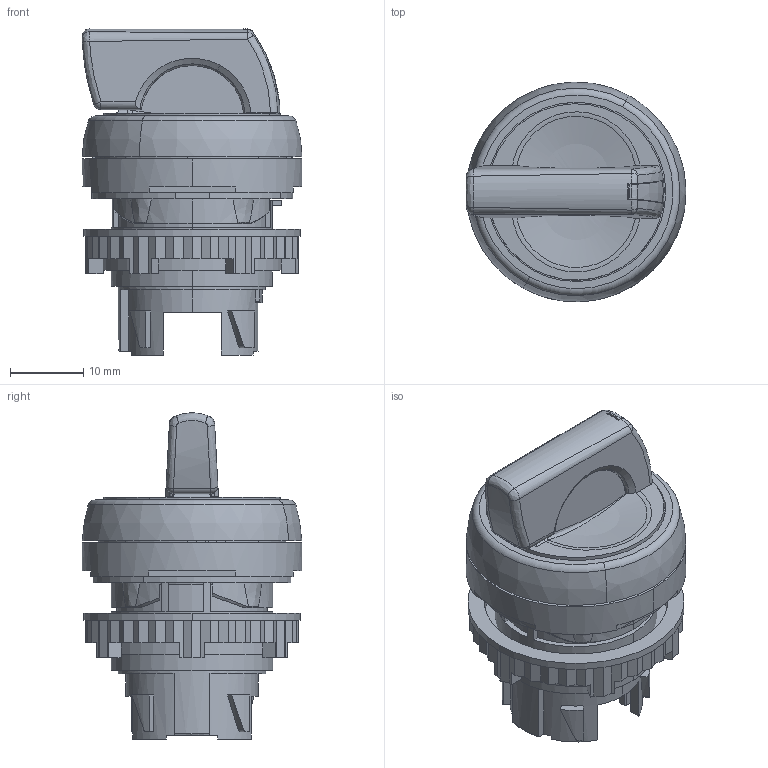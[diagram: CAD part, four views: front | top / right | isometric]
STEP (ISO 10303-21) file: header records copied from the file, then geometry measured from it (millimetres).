
FILE_DESCRIPTION(('CATIA V5 STEP Exchange','CAx-IF Rec.Pracs.--- Model Styling and Organization---1.2---2011-12-15'),'2;1');
FILE_NAME('L21MH30.stp','2017-01-23T09:10:31+00:00',('none'),('none'),'CATIA Version 5-6 Release 2014 SP4','CATIA V5 STEP AP214','none');
FILE_SCHEMA(('AUTOMOTIVE_DESIGN { 1 0 10303 214 1 1 1 1 }'));
Length unit declared in the file: millimetre
Products named in the file (9): L21MH30; 074226001; 056017000; 032160000; 034367000; 054543000; 054535000; 039719000; 051905000
Assembly tree (9 placements, depth 2):
  L21MH30
    074226001
    056017000
    032160000
    034367000
    054543000
    054535000
    039719000
    051905000  x2
Bounding box: 29.93 x 29.9 x 44.39 mm (x, y, z)
Volume: 11246.9 mm3; surface area: 15907.5 mm2
Topology: 9 solids, 9 shells, 1182 faces, 3328 edges, 2161 vertices
Faces by surface type: plane 568, cylinder 364, torus 93, bspline 80, cone 55, extrusion 12, sphere 10
Entity records: 38962 total; most frequent: CARTESIAN_POINT 12328, ORIENTED_EDGE 6170, DIRECTION 3991, EDGE_CURVE 3085, VERTEX_POINT 2007, AXIS2_PLACEMENT_3D 1702, VECTOR 1518, LINE 1506
